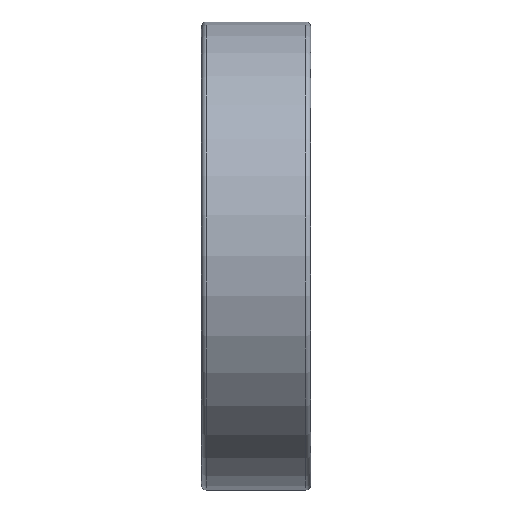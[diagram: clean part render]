
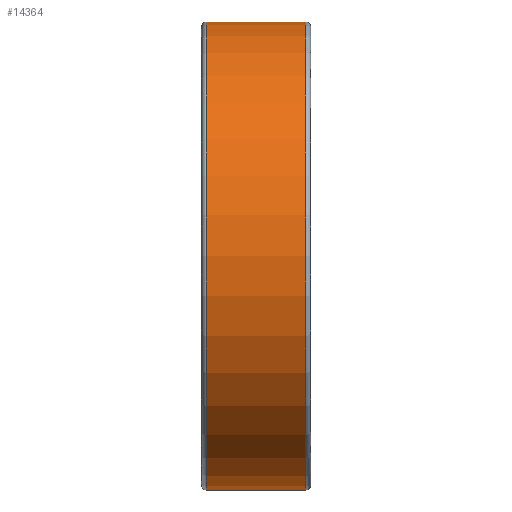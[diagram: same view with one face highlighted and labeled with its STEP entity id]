
A CAD part, top view. The second image highlights one B-rep face of the part: STEP entity #14364.
In plain terms, the highlighted cylindrical face has radius 15 mm (diameter 30 mm), a partial arc.
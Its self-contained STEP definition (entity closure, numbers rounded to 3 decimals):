
#3627=CARTESIAN_POINT('',(-3.2,0.,0.));
#3628=DIRECTION('',(1.,0.,0.));
#3629=DIRECTION('',(0.,1.,0.));
#3630=AXIS2_PLACEMENT_3D('',#3627,#3628,#3629);
#3635=CARTESIAN_POINT('',(3.2,0.,0.));
#3636=DIRECTION('',(1.,0.,0.));
#3637=DIRECTION('',(0.,1.,0.));
#3638=AXIS2_PLACEMENT_3D('',#3635,#3636,#3637);
#3651=DIRECTION('',(-1.,0.,0.));
#3652=VECTOR('',#3651,6.4);
#3653=CARTESIAN_POINT('',(3.2,-15.,0.));
#3654=LINE('',#3653,#3652);
#3666=DIRECTION('',(-1.,0.,0.));
#3667=VECTOR('',#3666,6.4);
#3668=CARTESIAN_POINT('',(3.2,15.,0.));
#3669=LINE('',#3668,#3667);
#11110=CARTESIAN_POINT('',(-3.2,15.,0.));
#11111=CARTESIAN_POINT('',(-3.2,-15.,0.));
#11112=VERTEX_POINT('',#11110);
#11113=VERTEX_POINT('',#11111);
#11114=CARTESIAN_POINT('',(3.2,15.,0.));
#11115=CARTESIAN_POINT('',(3.2,-15.,0.));
#11116=VERTEX_POINT('',#11114);
#11117=VERTEX_POINT('',#11115);
#14350=CARTESIAN_POINT('',(-3.85,0.,0.));
#14351=DIRECTION('',(1.,0.,0.));
#14352=DIRECTION('',(0.,-1.,0.));
#14353=AXIS2_PLACEMENT_3D('',#14350,#14351,#14352);
#14354=CYLINDRICAL_SURFACE('',#14353,15.);
#14355=ORIENTED_EDGE('',*,*,#14340,.F.);
#14357=ORIENTED_EDGE('',*,*,#14356,.F.);
#14359=ORIENTED_EDGE('',*,*,#14358,.T.);
#14361=ORIENTED_EDGE('',*,*,#14360,.T.);
#14362=EDGE_LOOP('',(#14355,#14357,#14359,#14361));
#14363=FACE_OUTER_BOUND('',#14362,.F.);
#3631=CIRCLE('',#3630,15.);
#3639=CIRCLE('',#3638,15.);
#14340=EDGE_CURVE('',#11112,#11113,#3631,.T.);
#14356=EDGE_CURVE('',#11116,#11112,#3669,.T.);
#14358=EDGE_CURVE('',#11116,#11117,#3639,.T.);
#14360=EDGE_CURVE('',#11117,#11113,#3654,.T.);
#14364=ADVANCED_FACE('',(#14363),#14354,.T.);
